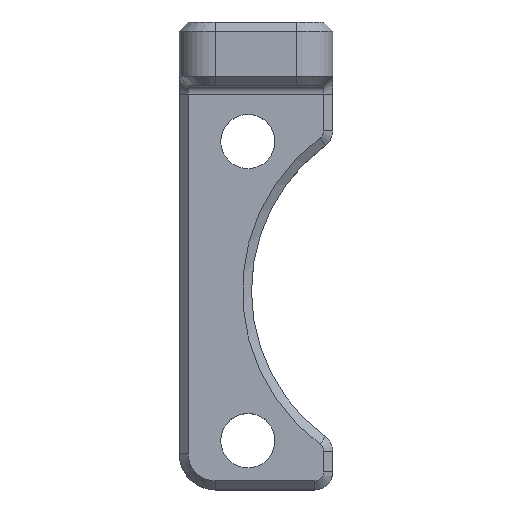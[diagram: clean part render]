
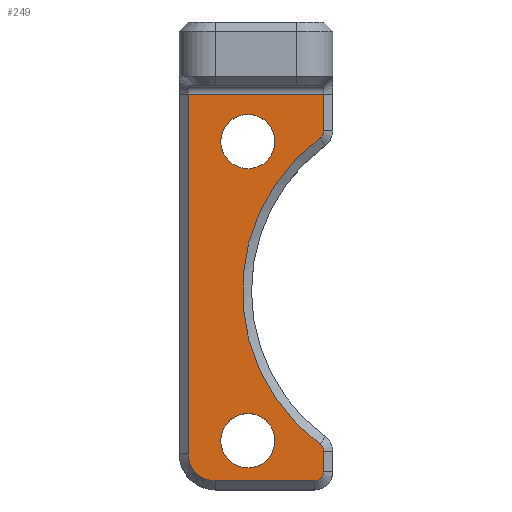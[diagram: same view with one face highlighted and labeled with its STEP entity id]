
A CAD part, top view. The second image highlights one B-rep face of the part: STEP entity #249.
In plain terms, the highlighted planar face has unit normal (0, 0, 1).
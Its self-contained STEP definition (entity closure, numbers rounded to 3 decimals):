
#117=CARTESIAN_POINT('',(0.,0.,42.));
#118=DIRECTION('',(0.,0.,1.));
#119=DIRECTION('',(1.,0.,0.));
#120=AXIS2_PLACEMENT_3D('',#117,#118,#119);
#121=PLANE('',#120);
#122=CARTESIAN_POINT('',(-81.5,21.75,42.));
#123=VERTEX_POINT('',#122);
#124=CARTESIAN_POINT('',(-96.5,21.75,42.));
#125=VERTEX_POINT('',#124);
#126=CARTESIAN_POINT('',(-81.5,21.75,42.));
#127=DIRECTION('',(-1.,0.,-0.));
#128=VECTOR('',#127,15.);
#129=LINE('',#126,#128);
#130=EDGE_CURVE('',#123,#125,#129,.T.);
#131=ORIENTED_EDGE('',*,*,#130,.T.);
#132=CARTESIAN_POINT('',(-96.5,-18.,42.));
#133=VERTEX_POINT('',#132);
#134=CARTESIAN_POINT('',(-96.5,21.75,42.));
#135=DIRECTION('',(0.,-1.,0.));
#136=VECTOR('',#135,39.75);
#137=LINE('',#134,#136);
#138=EDGE_CURVE('',#125,#133,#137,.T.);
#139=ORIENTED_EDGE('',*,*,#138,.T.);
#140=CARTESIAN_POINT('',(-93.5,-21.,42.));
#141=VERTEX_POINT('',#140);
#142=CARTESIAN_POINT('',(-93.5,-18.,42.));
#143=DIRECTION('',(0.,0.,1.));
#144=DIRECTION('',(1.,0.,-0.));
#145=AXIS2_PLACEMENT_3D('',#142,#143,#144);
#146=CIRCLE('',#145,3.);
#147=EDGE_CURVE('',#133,#141,#146,.T.);
#148=ORIENTED_EDGE('',*,*,#147,.T.);
#149=CARTESIAN_POINT('',(-82.5,-21.,42.));
#150=VERTEX_POINT('',#149);
#151=CARTESIAN_POINT('',(-93.5,-21.,42.));
#152=DIRECTION('',(1.,0.,-0.));
#153=VECTOR('',#152,11.);
#154=LINE('',#151,#153);
#155=EDGE_CURVE('',#141,#150,#154,.T.);
#156=ORIENTED_EDGE('',*,*,#155,.T.);
#157=CARTESIAN_POINT('',(-81.5,-20.,42.));
#158=VERTEX_POINT('',#157);
#159=CARTESIAN_POINT('',(-82.5,-20.,42.));
#160=DIRECTION('',(0.,0.,1.));
#161=DIRECTION('',(1.,0.,-0.));
#162=AXIS2_PLACEMENT_3D('',#159,#160,#161);
#163=CIRCLE('',#162,1.);
#164=EDGE_CURVE('',#150,#158,#163,.T.);
#165=ORIENTED_EDGE('',*,*,#164,.T.);
#166=CARTESIAN_POINT('',(-81.5,-17.748,42.));
#167=VERTEX_POINT('',#166);
#168=CARTESIAN_POINT('',(-81.5,-20.,42.));
#169=DIRECTION('',(0.,1.,0.));
#170=VECTOR('',#169,2.252);
#171=LINE('',#168,#170);
#172=EDGE_CURVE('',#158,#167,#171,.T.);
#173=ORIENTED_EDGE('',*,*,#172,.T.);
#174=CARTESIAN_POINT('',(-81.909,-16.942,42.));
#175=VERTEX_POINT('',#174);
#176=CARTESIAN_POINT('',(-82.5,-17.748,42.));
#177=DIRECTION('',(0.,0.,1.));
#178=DIRECTION('',(1.,0.,-0.));
#179=AXIS2_PLACEMENT_3D('',#176,#177,#178);
#180=CIRCLE('',#179,1.);
#181=EDGE_CURVE('',#167,#175,#180,.T.);
#182=ORIENTED_EDGE('',*,*,#181,.T.);
#183=CARTESIAN_POINT('',(-81.909,16.942,42.));
#184=VERTEX_POINT('',#183);
#185=CARTESIAN_POINT('',(-69.5,0.,42.));
#186=DIRECTION('',(-0.,-0.,-1.));
#187=DIRECTION('',(1.,0.,-0.));
#188=AXIS2_PLACEMENT_3D('',#185,#186,#187);
#189=CIRCLE('',#188,21.);
#190=EDGE_CURVE('',#175,#184,#189,.T.);
#191=ORIENTED_EDGE('',*,*,#190,.T.);
#192=CARTESIAN_POINT('',(-81.5,17.748,42.));
#193=VERTEX_POINT('',#192);
#194=CARTESIAN_POINT('',(-82.5,17.748,42.));
#195=DIRECTION('',(0.,0.,1.));
#196=DIRECTION('',(1.,0.,-0.));
#197=AXIS2_PLACEMENT_3D('',#194,#195,#196);
#198=CIRCLE('',#197,1.);
#199=EDGE_CURVE('',#184,#193,#198,.T.);
#200=ORIENTED_EDGE('',*,*,#199,.T.);
#201=CARTESIAN_POINT('',(-81.5,17.748,42.));
#202=DIRECTION('',(0.,1.,0.));
#203=VECTOR('',#202,4.002);
#204=LINE('',#201,#203);
#205=EDGE_CURVE('',#193,#123,#204,.T.);
#206=ORIENTED_EDGE('',*,*,#205,.T.);
#207=EDGE_LOOP('',(#131,#139,#148,#156,#165,#173,#182,#191,#200,#206));
#208=FACE_BOUND('',#207,.T.);
#209=CARTESIAN_POINT('',(-92.9,16.55,42.));
#210=VERTEX_POINT('',#209);
#211=CARTESIAN_POINT('',(-86.9,16.55,42.));
#212=VERTEX_POINT('',#211);
#213=CARTESIAN_POINT('',(-89.9,16.55,42.));
#214=DIRECTION('',(0.,0.,1.));
#215=DIRECTION('',(1.,0.,-0.));
#216=AXIS2_PLACEMENT_3D('',#213,#214,#215);
#217=CIRCLE('',#216,3.);
#218=EDGE_CURVE('',#210,#212,#217,.T.);
#219=ORIENTED_EDGE('',*,*,#218,.F.);
#220=CARTESIAN_POINT('',(-89.9,16.55,42.));
#221=DIRECTION('',(0.,0.,1.));
#222=DIRECTION('',(1.,0.,-0.));
#223=AXIS2_PLACEMENT_3D('',#220,#221,#222);
#224=CIRCLE('',#223,3.);
#225=EDGE_CURVE('',#212,#210,#224,.T.);
#226=ORIENTED_EDGE('',*,*,#225,.F.);
#227=EDGE_LOOP('',(#219,#226));
#228=FACE_BOUND('',#227,.T.);
#229=CARTESIAN_POINT('',(-92.9,-16.55,42.));
#230=VERTEX_POINT('',#229);
#231=CARTESIAN_POINT('',(-86.9,-16.55,42.));
#232=VERTEX_POINT('',#231);
#233=CARTESIAN_POINT('',(-89.9,-16.55,42.));
#234=DIRECTION('',(0.,0.,1.));
#235=DIRECTION('',(1.,0.,-0.));
#236=AXIS2_PLACEMENT_3D('',#233,#234,#235);
#237=CIRCLE('',#236,3.);
#238=EDGE_CURVE('',#230,#232,#237,.T.);
#239=ORIENTED_EDGE('',*,*,#238,.F.);
#240=CARTESIAN_POINT('',(-89.9,-16.55,42.));
#241=DIRECTION('',(0.,0.,1.));
#242=DIRECTION('',(1.,0.,-0.));
#243=AXIS2_PLACEMENT_3D('',#240,#241,#242);
#244=CIRCLE('',#243,3.);
#245=EDGE_CURVE('',#232,#230,#244,.T.);
#246=ORIENTED_EDGE('',*,*,#245,.F.);
#247=EDGE_LOOP('',(#239,#246));
#248=FACE_BOUND('',#247,.T.);
#249=ADVANCED_FACE('',(#208,#228,#248),#121,.T.);
